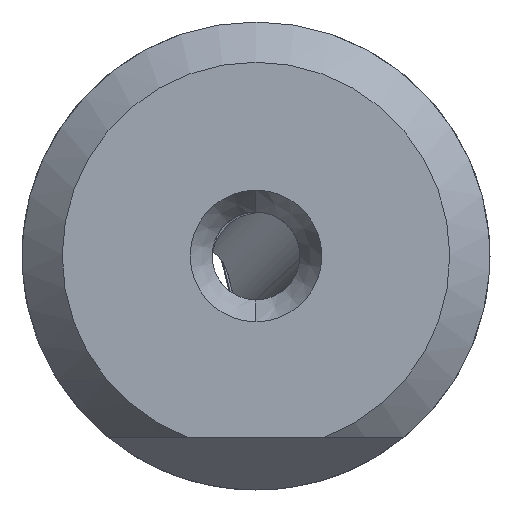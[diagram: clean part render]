
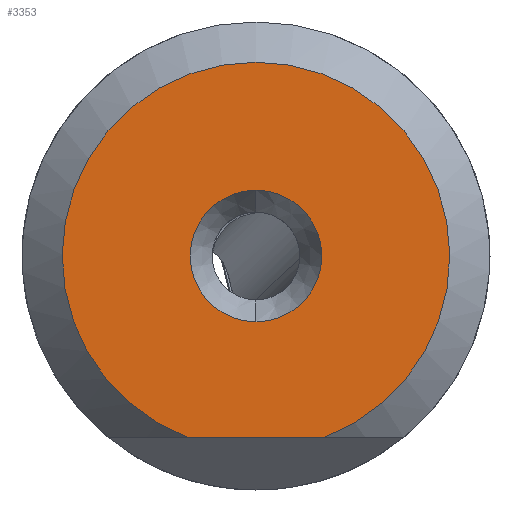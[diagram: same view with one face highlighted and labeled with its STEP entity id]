
A CAD part, left-side view. The second image highlights one B-rep face of the part: STEP entity #3353.
In plain terms, the highlighted planar face has unit normal (-1, 0, 0).
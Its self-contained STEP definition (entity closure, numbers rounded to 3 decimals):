
#99 = CARTESIAN_POINT ( 'NONE',  ( 0., 2.335, -6.2 ) ) ;
#264 = DIRECTION ( 'NONE',  ( -1., 0., 0. ) ) ;
#276 = CARTESIAN_POINT ( 'NONE',  ( 0., 2.25, 0. ) ) ;
#285 = CIRCLE ( 'NONE', #3867, 2.25 ) ;
#477 = VERTEX_POINT ( 'NONE', #2959 ) ;
#606 = AXIS2_PLACEMENT_3D ( 'NONE', #2833, #264, #3293 ) ;
#687 = CARTESIAN_POINT ( 'NONE',  ( 0., 0., -2.25 ) ) ;
#698 = DIRECTION ( 'NONE',  ( 0., 0., -1. ) ) ;
#713 = CIRCLE ( 'NONE', #2017, 6.625 ) ;
#784 = EDGE_LOOP ( 'NONE', ( #2877, #3180 ) ) ;
#1013 = DIRECTION ( 'NONE',  ( -1., 0., 0. ) ) ;
#1128 = PLANE ( 'NONE',  #1362 ) ;
#1193 = CIRCLE ( 'NONE', #606, 2.25 ) ;
#1362 = AXIS2_PLACEMENT_3D ( 'NONE', #276, #3306, #698 ) ;
#1715 = ORIENTED_EDGE ( 'NONE', *, *, #2045, .T. ) ;
#1868 = LINE ( 'NONE', #4536, #5154 ) ;
#1942 = DIRECTION ( 'NONE',  ( 0., -1., 0. ) ) ;
#2017 = AXIS2_PLACEMENT_3D ( 'NONE', #3611, #1013, #4048 ) ;
#2023 = CARTESIAN_POINT ( 'NONE',  ( 0., 0., 0. ) ) ;
#2045 = EDGE_CURVE ( 'NONE', #3216, #5306, #1868, .T. ) ;
#2094 = EDGE_CURVE ( 'NONE', #477, #2103, #1193, .T. ) ;
#2103 = VERTEX_POINT ( 'NONE', #687 ) ;
#2344 = FACE_OUTER_BOUND ( 'NONE', #5420, .T. ) ;
#2456 = DIRECTION ( 'NONE',  ( 0., 0., 1. ) ) ;
#2833 = CARTESIAN_POINT ( 'NONE',  ( 0., 0., 0. ) ) ;
#2877 = ORIENTED_EDGE ( 'NONE', *, *, #2094, .F. ) ;
#2959 = CARTESIAN_POINT ( 'NONE',  ( 0., 0., 2.25 ) ) ;
#3180 = ORIENTED_EDGE ( 'NONE', *, *, #5178, .F. ) ;
#3216 = VERTEX_POINT ( 'NONE', #99 ) ;
#3293 = DIRECTION ( 'NONE',  ( 0., 0., 1. ) ) ;
#3306 = DIRECTION ( 'NONE',  ( 1., 0., 0. ) ) ;
#3353 = ADVANCED_FACE ( 'NONE', ( #4627, #2344 ), #1128, .F. ) ;
#3611 = CARTESIAN_POINT ( 'NONE',  ( 0., 0., 0. ) ) ;
#3867 = AXIS2_PLACEMENT_3D ( 'NONE', #2023, #5020, #2456 ) ;
#3927 = EDGE_CURVE ( 'NONE', #5306, #3216, #713, .T. ) ;
#4048 = DIRECTION ( 'NONE',  ( 0., 0., 1. ) ) ;
#4536 = CARTESIAN_POINT ( 'NONE',  ( 0., 2.25, -6.2 ) ) ;
#4627 = FACE_BOUND ( 'NONE', #784, .T. ) ;
#5020 = DIRECTION ( 'NONE',  ( -1., 0., 0. ) ) ;
#5154 = VECTOR ( 'NONE', #1942, 1000. ) ;
#5178 = EDGE_CURVE ( 'NONE', #2103, #477, #285, .T. ) ;
#5252 = ORIENTED_EDGE ( 'NONE', *, *, #3927, .T. ) ;
#5306 = VERTEX_POINT ( 'NONE', #5307 ) ;
#5307 = CARTESIAN_POINT ( 'NONE',  ( 0., -2.335, -6.2 ) ) ;
#5420 = EDGE_LOOP ( 'NONE', ( #5252, #1715 ) ) ;
